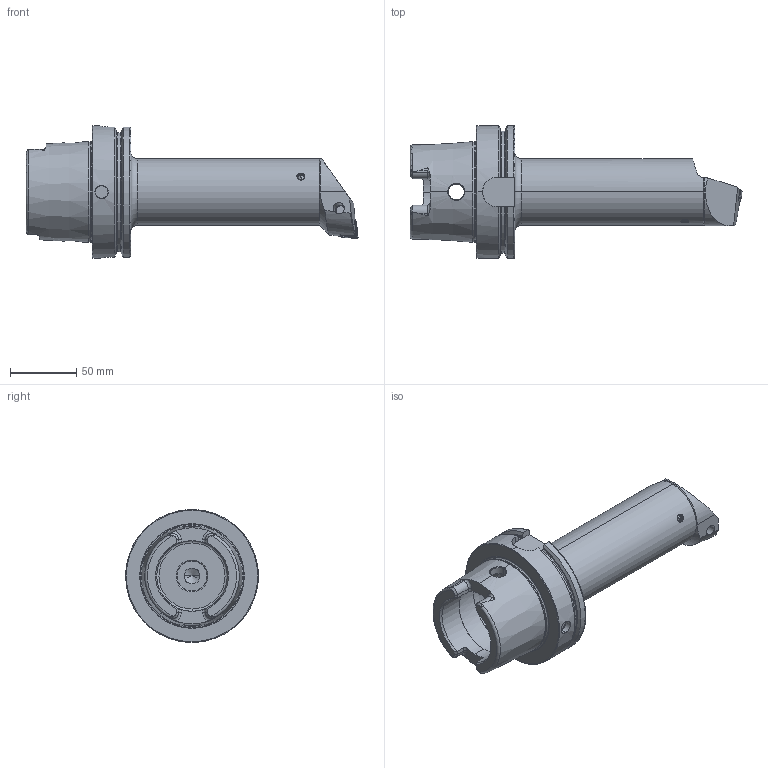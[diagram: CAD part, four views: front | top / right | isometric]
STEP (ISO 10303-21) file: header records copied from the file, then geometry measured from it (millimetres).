
FILE_DESCRIPTION (( 'STEP AP203' ), '1' );
FILE_NAME ('HA0-PCD.RLD.200.STEP', '2012-05-11T12:49:45', ( 'baer' ), ( 'Hewlett-Packard Company' ), 'SwSTEP 2.0', 'SolidWorks 2012', '' );
FILE_SCHEMA (( 'CONFIG_CONTROL_DESIGN' ));
Length unit declared in the file: millimetre
Products named in the file (7): HA0-PCD.RLD.200_A_Fertigbearbeitung; WCD-ER2.101.003_A; CNMG120404; KVT_MB_600_060; WCD-ER4.101.017_A; WCD-ER3.101.000_A; HA0-PCD.RLD.200
Assembly tree (6 placements, depth 2):
  HA0-PCD.RLD.200
    HA0-PCD.RLD.200_A_Fertigbearbeitung
    WCD-ER2.101.003_A
    CNMG120404
    KVT_MB_600_060
    WCD-ER4.101.017_A
    WCD-ER3.101.000_A
Bounding box: 249.9 x 100 x 100 mm (x, y, z)
Volume: 540997.1 mm3; surface area: 83233 mm2
Topology: 7 solids, 7 shells, 366 faces, 932 edges, 569 vertices
Faces by surface type: plane 112, cylinder 105, cone 92, torus 38, bspline 17, sphere 2
Entity records: 13464 total; most frequent: CARTESIAN_POINT 4276, ORIENTED_EDGE 1830, DIRECTION 1720, EDGE_CURVE 915, AXIS2_PLACEMENT_3D 666, VERTEX_POINT 566, VECTOR 388, LINE 388
